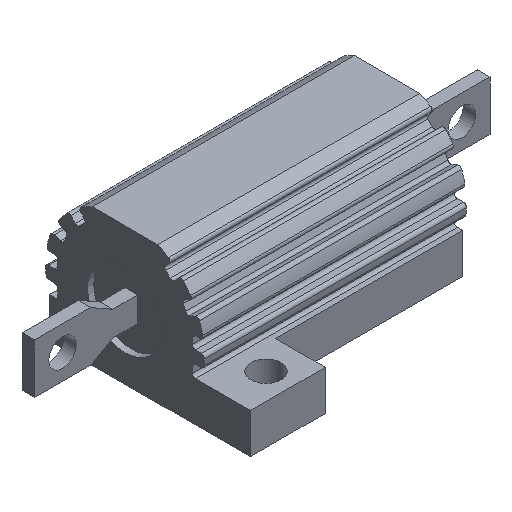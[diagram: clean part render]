
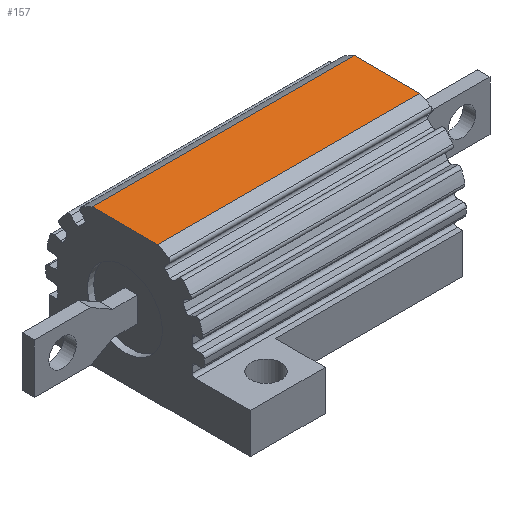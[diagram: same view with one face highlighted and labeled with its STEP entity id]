
A CAD part, isometric view. The second image highlights one B-rep face of the part: STEP entity #157.
In plain terms, the highlighted planar face has unit normal (0, 0, 1).
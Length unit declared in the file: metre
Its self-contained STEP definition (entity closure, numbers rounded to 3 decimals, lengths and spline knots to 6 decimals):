
#157 = ADVANCED_FACE( '', ( #388 ), #389, .F. );
#388 = FACE_OUTER_BOUND( '', #704, .T. );
#389 = PLANE( '', #705 );
#704 = EDGE_LOOP( '', ( #1110, #1111, #1112, #1113 ) );
#705 = AXIS2_PLACEMENT_3D( '', #1114, #1115, #1116 );
#1110 = ORIENTED_EDGE( '', *, *, #1971, .F. );
#1111 = ORIENTED_EDGE( '', *, *, #1972, .T. );
#1112 = ORIENTED_EDGE( '', *, *, #1973, .T. );
#1113 = ORIENTED_EDGE( '', *, *, #1974, .T. );
#1114 = CARTESIAN_POINT( '', ( -0.010502, 0.001319, 0.011 ) );
#1115 = DIRECTION( '', ( 0., 0., -1. ) );
#1116 = DIRECTION( '', ( -1., 0., 0. ) );
#1971 = EDGE_CURVE( '', #2402, #2403, #2404, .T. );
#1972 = EDGE_CURVE( '', #2402, #2405, #2406, .T. );
#1973 = EDGE_CURVE( '', #2405, #2407, #2408, .T. );
#1974 = EDGE_CURVE( '', #2407, #2403, #2409, .T. );
#2402 = VERTEX_POINT( '', #3001 );
#2403 = VERTEX_POINT( '', #3002 );
#2404 = LINE( '', #3003, #3004 );
#2405 = VERTEX_POINT( '', #3005 );
#2406 = LINE( '', #3006, #3007 );
#2407 = VERTEX_POINT( '', #3008 );
#2408 = LINE( '', #3009, #3010 );
#2409 = LINE( '', #3011, #3012 );
#3001 = CARTESIAN_POINT( '', ( -0.0105, 0.002639, 0.011 ) );
#3002 = CARTESIAN_POINT( '', ( 0.0105, 0.002639, 0.011 ) );
#3003 = CARTESIAN_POINT( '', ( -0.010502, 0.002639, 0.011 ) );
#3004 = VECTOR( '', #3629, 1. );
#3005 = CARTESIAN_POINT( '', ( -0.0105, -0.002639, 0.011 ) );
#3006 = CARTESIAN_POINT( '', ( -0.0105, 0.001319, 0.011 ) );
#3007 = VECTOR( '', #3630, 1. );
#3008 = CARTESIAN_POINT( '', ( 0.0105, -0.002639, 0.011 ) );
#3009 = CARTESIAN_POINT( '', ( -0.010502, -0.002639, 0.011 ) );
#3010 = VECTOR( '', #3631, 1. );
#3011 = CARTESIAN_POINT( '', ( 0.0105, 0.001319, 0.011 ) );
#3012 = VECTOR( '', #3632, 1. );
#3629 = DIRECTION( '', ( 1., 0., 0. ) );
#3630 = DIRECTION( '', ( 0., -1., 0. ) );
#3631 = DIRECTION( '', ( 1., 0., 0. ) );
#3632 = DIRECTION( '', ( 0., 1., 0. ) );
